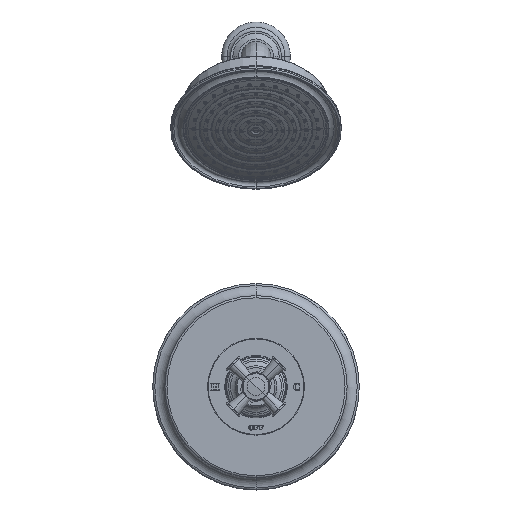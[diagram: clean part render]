
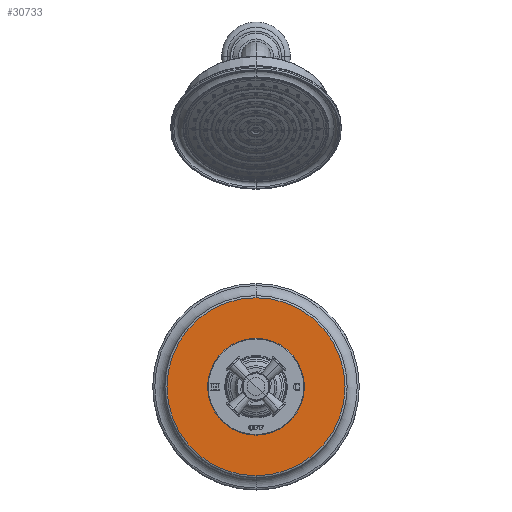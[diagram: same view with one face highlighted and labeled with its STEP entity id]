
A CAD part, top view. The second image highlights one B-rep face of the part: STEP entity #30733.
In plain terms, the highlighted planar face has unit normal (0, 0, 1).
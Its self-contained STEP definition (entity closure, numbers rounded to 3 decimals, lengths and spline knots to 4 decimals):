
#13129=CARTESIAN_POINT('',(0.,0.,0.625));
#13130=DIRECTION('',(0.,0.,1.));
#13131=DIRECTION('',(0.,-1.,0.));
#13132=AXIS2_PLACEMENT_3D('',#13129,#13130,#13131);
#13153=CARTESIAN_POINT('',(0.,0.,0.625));
#13154=DIRECTION('',(0.,0.,1.));
#13155=DIRECTION('',(0.,1.,0.));
#13156=AXIS2_PLACEMENT_3D('',#13153,#13154,#13155);
#13161=CARTESIAN_POINT('',(0.,0.,0.625));
#13162=DIRECTION('',(0.,0.,-1.));
#13163=DIRECTION('',(0.,1.,0.));
#13164=AXIS2_PLACEMENT_3D('',#13161,#13162,#13163);
#13571=CARTESIAN_POINT('',(0.,0.,0.625));
#13572=DIRECTION('',(0.,0.,1.));
#13573=DIRECTION('',(0.,1.,0.));
#13574=AXIS2_PLACEMENT_3D('',#13571,#13572,#13573);
#17795=CARTESIAN_POINT('',(0.,3.233,0.625));
#17796=VERTEX_POINT('',#17795);
#17803=CARTESIAN_POINT('',(0.,-3.233,0.625));
#17804=VERTEX_POINT('',#17803);
#17805=CARTESIAN_POINT('',(0.,-1.757,0.625));
#17806=CARTESIAN_POINT('',(0.,1.757,0.625));
#17807=VERTEX_POINT('',#17805);
#17808=VERTEX_POINT('',#17806);
#30717=CARTESIAN_POINT('',(0.,0.,0.625));
#30718=DIRECTION('',(0.,0.,-1.));
#30719=DIRECTION('',(0.,-1.,0.));
#30720=AXIS2_PLACEMENT_3D('',#30717,#30718,#30719);
#30721=PLANE('',#30720);
#30723=ORIENTED_EDGE('',*,*,#30722,.F.);
#30725=ORIENTED_EDGE('',*,*,#30724,.T.);
#30726=EDGE_LOOP('',(#30723,#30725));
#30727=FACE_OUTER_BOUND('',#30726,.F.);
#30728=ORIENTED_EDGE('',*,*,#30707,.T.);
#30730=ORIENTED_EDGE('',*,*,#30729,.T.);
#30731=EDGE_LOOP('',(#30728,#30730));
#30732=FACE_BOUND('',#30731,.F.);
#13133=CIRCLE('',#13132,1.757);
#13157=CIRCLE('',#13156,3.233);
#13165=CIRCLE('',#13164,3.233);
#13575=CIRCLE('',#13574,1.757);
#30707=EDGE_CURVE('',#17807,#17808,#13133,.T.);
#30722=EDGE_CURVE('',#17796,#17804,#13157,.T.);
#30724=EDGE_CURVE('',#17796,#17804,#13165,.T.);
#30729=EDGE_CURVE('',#17808,#17807,#13575,.T.);
#30733=ADVANCED_FACE('',(#30727,#30732),#30721,.F.);
